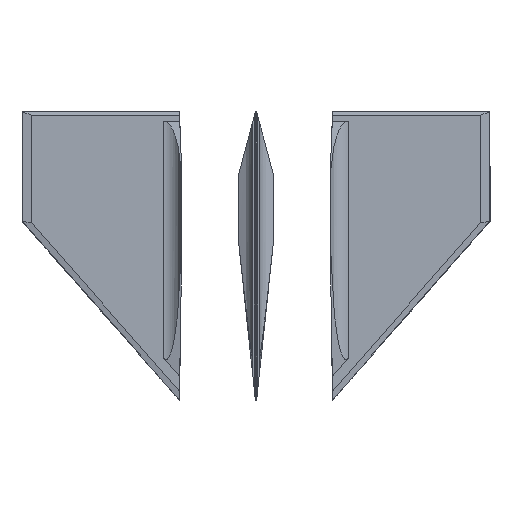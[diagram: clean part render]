
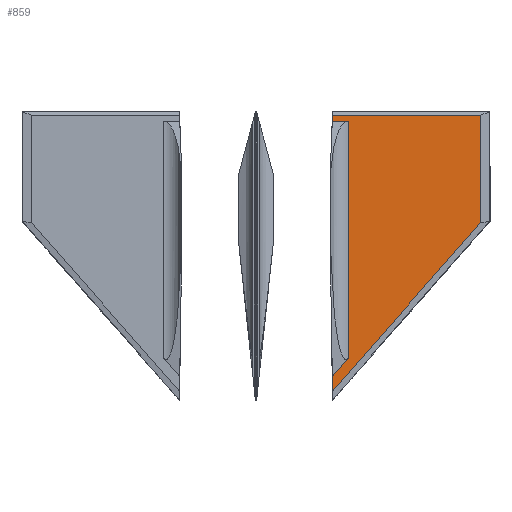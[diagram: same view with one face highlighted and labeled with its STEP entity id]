
A CAD part, front view. The second image highlights one B-rep face of the part: STEP entity #859.
In plain terms, the highlighted planar face has unit normal (0, -1, 0).
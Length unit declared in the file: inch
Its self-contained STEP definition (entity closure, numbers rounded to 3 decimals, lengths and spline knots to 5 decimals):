
#208 = DIRECTION ( 'NONE',  ( 0., -1., 0. ) ) ;
#265 = VERTEX_POINT ( 'NONE', #3347 ) ;
#297 = LINE ( 'NONE', #3170, #2084 ) ;
#449 = ORIENTED_EDGE ( 'NONE', *, *, #1554, .F. ) ;
#536 = CARTESIAN_POINT ( 'NONE',  ( 6.00535, 0., 0. ) ) ;
#553 = VECTOR ( 'NONE', #833, 39.37008 ) ;
#562 = VECTOR ( 'NONE', #1905, 39.37008 ) ;
#665 = AXIS2_PLACEMENT_3D ( 'NONE', #1323, #208, #3001 ) ;
#777 = DIRECTION ( 'NONE',  ( 0., 0., 1. ) ) ;
#796 = LINE ( 'NONE', #536, #2744 ) ;
#833 = DIRECTION ( 'NONE',  ( -0.661, 0., -0.751 ) ) ;
#859 = ADVANCED_FACE ( 'NONE', ( #2759 ), #2741, .T. ) ;
#978 = VERTEX_POINT ( 'NONE', #2869 ) ;
#1057 = EDGE_CURVE ( 'NONE', #265, #1627, #297, .T. ) ;
#1160 = ORIENTED_EDGE ( 'NONE', *, *, #3652, .F. ) ;
#1323 = CARTESIAN_POINT ( 'NONE',  ( 0., 0., 0. ) ) ;
#1477 = EDGE_LOOP ( 'NONE', ( #3244, #3451, #449, #1160 ) ) ;
#1507 = EDGE_CURVE ( 'NONE', #978, #265, #796, .T. ) ;
#1554 = EDGE_CURVE ( 'NONE', #3433, #1627, #3352, .T. ) ;
#1627 = VERTEX_POINT ( 'NONE', #2305 ) ;
#1630 = CARTESIAN_POINT ( 'NONE',  ( 5.6564, 0., -4.97763 ) ) ;
#1905 = DIRECTION ( 'NONE',  ( 0., 0., 1. ) ) ;
#2084 = VECTOR ( 'NONE', #3407, 39.37008 ) ;
#2305 = CARTESIAN_POINT ( 'NONE',  ( 0., 0., -0.23325 ) ) ;
#2348 = CARTESIAN_POINT ( 'NONE',  ( 0., 0., -11.40535 ) ) ;
#2499 = LINE ( 'NONE', #1630, #553 ) ;
#2741 = PLANE ( 'NONE',  #665 ) ;
#2744 = VECTOR ( 'NONE', #777, 39.37008 ) ;
#2759 = FACE_OUTER_BOUND ( 'NONE', #1477, .T. ) ;
#2869 = CARTESIAN_POINT ( 'NONE',  ( 6.00535, 0., -4.58109 ) ) ;
#3001 = DIRECTION ( 'NONE',  ( 0., 0., -1. ) ) ;
#3170 = CARTESIAN_POINT ( 'NONE',  ( 0., 0., -0.23325 ) ) ;
#3244 = ORIENTED_EDGE ( 'NONE', *, *, #1507, .T. ) ;
#3313 = CARTESIAN_POINT ( 'NONE',  ( 0., 0., 0. ) ) ;
#3347 = CARTESIAN_POINT ( 'NONE',  ( 6.00535, 0., -0.23325 ) ) ;
#3352 = LINE ( 'NONE', #3313, #562 ) ;
#3407 = DIRECTION ( 'NONE',  ( -1., 0., 0. ) ) ;
#3433 = VERTEX_POINT ( 'NONE', #2348 ) ;
#3451 = ORIENTED_EDGE ( 'NONE', *, *, #1057, .T. ) ;
#3652 = EDGE_CURVE ( 'NONE', #978, #3433, #2499, .T. ) ;
